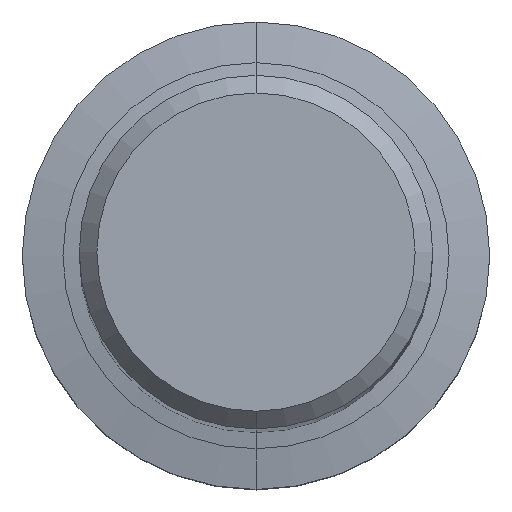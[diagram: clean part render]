
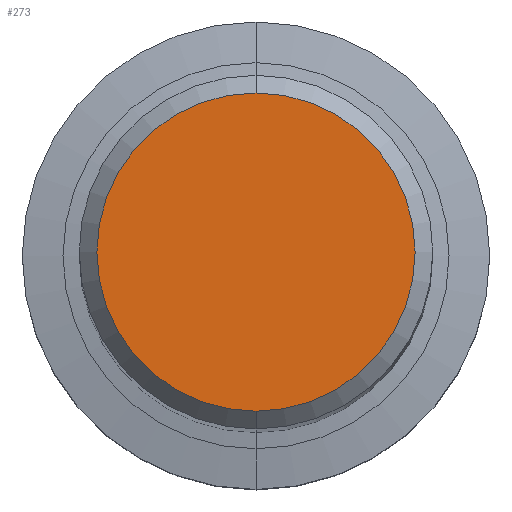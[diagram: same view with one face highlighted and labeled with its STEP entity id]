
A CAD part, top view. The second image highlights one B-rep face of the part: STEP entity #273.
In plain terms, the highlighted planar face has unit normal (0, 0, 1).
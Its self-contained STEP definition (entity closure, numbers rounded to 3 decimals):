
#203=VERTEX_POINT('',#559);
#269=EDGE_CURVE('',#203,#369,#633,.T.);
#273=ADVANCED_FACE('',(#638),#639,.T.);
#369=VERTEX_POINT('',#744);
#417=EDGE_CURVE('',#369,#203,#801,.T.);
#559=CARTESIAN_POINT('',(0.0,9.0,0.0));
#633=CIRCLE('',#1086,9.0);
#638=FACE_OUTER_BOUND('',#1091,.T.);
#639=PLANE('',#1092);
#744=CARTESIAN_POINT('',(0.,-9.0,0.0));
#801=CIRCLE('',#1440,9.0);
#1086=AXIS2_PLACEMENT_3D('',#1816,#1817,#1818);
#1091=EDGE_LOOP('',(#1828,#1829));
#1092=AXIS2_PLACEMENT_3D('',#1830,#1831,#1832);
#1440=AXIS2_PLACEMENT_3D('',#2019,#2020,#2021);
#1816=CARTESIAN_POINT('',(0.0,0.0,0.0));
#1817=DIRECTION('',(0.0,0.0,-1.0));
#1818=DIRECTION('',(0.0,1.0,0.0));
#1828=ORIENTED_EDGE('',*,*,#269,.F.);
#1829=ORIENTED_EDGE('',*,*,#417,.F.);
#1830=CARTESIAN_POINT('',(0.0,4.5,0.0));
#1831=DIRECTION('',(-0.0,0.0,1.0));
#1832=DIRECTION('',(0.0,-1.0,0.0));
#2019=CARTESIAN_POINT('',(0.0,0.0,0.0));
#2020=DIRECTION('',(0.0,0.0,-1.0));
#2021=DIRECTION('',(0.0,1.0,0.0));
